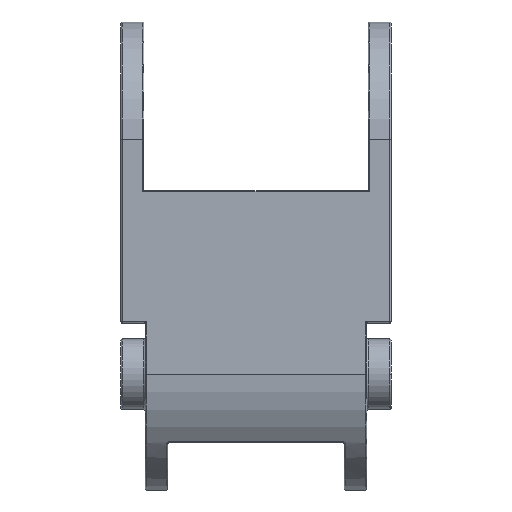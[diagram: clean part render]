
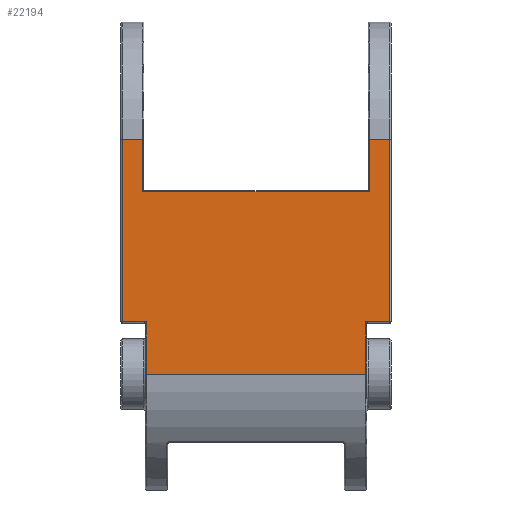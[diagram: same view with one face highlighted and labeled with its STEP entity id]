
A CAD part, front view. The second image highlights one B-rep face of the part: STEP entity #22194.
In plain terms, the highlighted planar face has unit normal (0, -1, 0).
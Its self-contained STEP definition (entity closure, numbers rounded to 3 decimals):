
#151 = CARTESIAN_POINT ( 'NONE',  ( 9.35, 0., -5.546 ) ) ;
#494 = LINE ( 'NONE', #20471, #12293 ) ;
#662 = VERTEX_POINT ( 'NONE', #10449 ) ;
#727 = CARTESIAN_POINT ( 'NONE',  ( -11.5, 0., 10. ) ) ;
#775 = DIRECTION ( 'NONE',  ( 0., 0., 1. ) ) ;
#892 = CARTESIAN_POINT ( 'NONE',  ( -9.35, 0., -10. ) ) ;
#1177 = LINE ( 'NONE', #13460, #12955 ) ;
#2020 = EDGE_CURVE ( 'NONE', #19042, #21324, #2806, .T. ) ;
#2065 = VECTOR ( 'NONE', #24864, 1000. ) ;
#2244 = DIRECTION ( 'NONE',  ( 1., 0., 0. ) ) ;
#2395 = VECTOR ( 'NONE', #19368, 1000. ) ;
#2453 = EDGE_CURVE ( 'NONE', #30207, #12465, #21141, .T. ) ;
#2522 = LINE ( 'NONE', #16918, #26022 ) ;
#2806 = LINE ( 'NONE', #22508, #2065 ) ;
#2843 = ORIENTED_EDGE ( 'NONE', *, *, #8117, .T. ) ;
#3013 = ORIENTED_EDGE ( 'NONE', *, *, #11397, .T. ) ;
#3146 = ORIENTED_EDGE ( 'NONE', *, *, #29722, .T. ) ;
#4380 = ORIENTED_EDGE ( 'NONE', *, *, #10221, .T. ) ;
#4445 = ORIENTED_EDGE ( 'NONE', *, *, #17907, .T. ) ;
#4813 = LINE ( 'NONE', #727, #12547 ) ;
#4868 = CARTESIAN_POINT ( 'NONE',  ( 9.35, 0., -5.787 ) ) ;
#4922 = DIRECTION ( 'NONE',  ( 0., 0., 1. ) ) ;
#5113 = ORIENTED_EDGE ( 'NONE', *, *, #11310, .T. ) ;
#5562 = LINE ( 'NONE', #17202, #12542 ) ;
#5685 = CARTESIAN_POINT ( 'NONE',  ( -9.65, 0., 5.546 ) ) ;
#6634 = CARTESIAN_POINT ( 'NONE',  ( -11.4, 0., 10. ) ) ;
#6858 = LINE ( 'NONE', #4868, #20077 ) ;
#6935 = EDGE_LOOP ( 'NONE', ( #19435, #5113, #7549, #4445, #3146, #3013, #2843, #28786, #9078, #4380, #23604, #10357 ) ) ;
#7317 = VERTEX_POINT ( 'NONE', #10551 ) ;
#7549 = ORIENTED_EDGE ( 'NONE', *, *, #22524, .F. ) ;
#7996 = VERTEX_POINT ( 'NONE', #25153 ) ;
#7999 = CARTESIAN_POINT ( 'NONE',  ( 11.4, 0., -5.546 ) ) ;
#8038 = DIRECTION ( 'NONE',  ( 0., 0., -1. ) ) ;
#8117 = EDGE_CURVE ( 'NONE', #7996, #17230, #24778, .T. ) ;
#8803 = DIRECTION ( 'NONE',  ( -1., 0., 0. ) ) ;
#8857 = DIRECTION ( 'NONE',  ( 1., 0., 0. ) ) ;
#9078 = ORIENTED_EDGE ( 'NONE', *, *, #2020, .T. ) ;
#9116 = LINE ( 'NONE', #18224, #20828 ) ;
#9430 = LINE ( 'NONE', #11419, #27357 ) ;
#9898 = VECTOR ( 'NONE', #8038, 1000. ) ;
#10221 = EDGE_CURVE ( 'NONE', #21324, #7317, #5562, .T. ) ;
#10357 = ORIENTED_EDGE ( 'NONE', *, *, #2453, .T. ) ;
#10449 = CARTESIAN_POINT ( 'NONE',  ( -11.4, 0., -5.546 ) ) ;
#10551 = CARTESIAN_POINT ( 'NONE',  ( 11.4, 0., 10. ) ) ;
#11310 = EDGE_CURVE ( 'NONE', #27415, #12180, #2522, .T. ) ;
#11397 = EDGE_CURVE ( 'NONE', #12800, #7996, #16088, .T. ) ;
#11419 = CARTESIAN_POINT ( 'NONE',  ( -11.5, 0., 10. ) ) ;
#11635 = CARTESIAN_POINT ( 'NONE',  ( 9.65, 0., 10. ) ) ;
#12180 = VERTEX_POINT ( 'NONE', #12352 ) ;
#12293 = VECTOR ( 'NONE', #8803, 1000. ) ;
#12317 = VECTOR ( 'NONE', #2244, 1000. ) ;
#12352 = CARTESIAN_POINT ( 'NONE',  ( -9.65, 0., 10. ) ) ;
#12465 = VERTEX_POINT ( 'NONE', #21215 ) ;
#12542 = VECTOR ( 'NONE', #775, 1000. ) ;
#12547 = VECTOR ( 'NONE', #17156, 1000. ) ;
#12800 = VERTEX_POINT ( 'NONE', #20576 ) ;
#12955 = VECTOR ( 'NONE', #8857, 1000. ) ;
#13460 = CARTESIAN_POINT ( 'NONE',  ( -9.45, 0., -5.546 ) ) ;
#16081 = DIRECTION ( 'NONE',  ( 1., 0., 0. ) ) ;
#16088 = LINE ( 'NONE', #892, #9898 ) ;
#16596 = PLANE ( 'NONE',  #26148 ) ;
#16918 = CARTESIAN_POINT ( 'NONE',  ( -9.65, 0., 10. ) ) ;
#17156 = DIRECTION ( 'NONE',  ( 1., 0., 0. ) ) ;
#17202 = CARTESIAN_POINT ( 'NONE',  ( 11.4, 0., 20. ) ) ;
#17230 = VERTEX_POINT ( 'NONE', #20004 ) ;
#17907 = EDGE_CURVE ( 'NONE', #25666, #662, #9116, .T. ) ;
#18224 = CARTESIAN_POINT ( 'NONE',  ( -11.4, 0., 20. ) ) ;
#18979 = DIRECTION ( 'NONE',  ( 0., 1., 0. ) ) ;
#19042 = VERTEX_POINT ( 'NONE', #151 ) ;
#19324 = EDGE_CURVE ( 'NONE', #12465, #27415, #494, .T. ) ;
#19368 = DIRECTION ( 'NONE',  ( 0., 0., -1. ) ) ;
#19435 = ORIENTED_EDGE ( 'NONE', *, *, #19324, .T. ) ;
#20004 = CARTESIAN_POINT ( 'NONE',  ( 9.35, 0., -10. ) ) ;
#20077 = VECTOR ( 'NONE', #28014, 1000. ) ;
#20471 = CARTESIAN_POINT ( 'NONE',  ( -11.5, 0., 5.546 ) ) ;
#20565 = DIRECTION ( 'NONE',  ( 0., 0., -1. ) ) ;
#20576 = CARTESIAN_POINT ( 'NONE',  ( -9.35, 0., -5.546 ) ) ;
#20828 = VECTOR ( 'NONE', #20565, 1000. ) ;
#21141 = LINE ( 'NONE', #27205, #2395 ) ;
#21215 = CARTESIAN_POINT ( 'NONE',  ( 9.65, 0., 5.546 ) ) ;
#21324 = VERTEX_POINT ( 'NONE', #7999 ) ;
#22194 = ADVANCED_FACE ( 'NONE', ( #25212 ), #16596, .F. ) ;
#22508 = CARTESIAN_POINT ( 'NONE',  ( -11.5, 0., -5.546 ) ) ;
#22524 = EDGE_CURVE ( 'NONE', #25666, #12180, #9430, .T. ) ;
#23604 = ORIENTED_EDGE ( 'NONE', *, *, #27338, .F. ) ;
#24019 = DIRECTION ( 'NONE',  ( 0., 0., 1. ) ) ;
#24778 = LINE ( 'NONE', #27673, #12317 ) ;
#24864 = DIRECTION ( 'NONE',  ( 1., 0., 0. ) ) ;
#25153 = CARTESIAN_POINT ( 'NONE',  ( -9.35, 0., -10. ) ) ;
#25212 = FACE_OUTER_BOUND ( 'NONE', #6935, .T. ) ;
#25666 = VERTEX_POINT ( 'NONE', #6634 ) ;
#25813 = EDGE_CURVE ( 'NONE', #17230, #19042, #6858, .T. ) ;
#25935 = CARTESIAN_POINT ( 'NONE',  ( -11.5, 0., 20. ) ) ;
#26022 = VECTOR ( 'NONE', #24019, 1000. ) ;
#26148 = AXIS2_PLACEMENT_3D ( 'NONE', #25935, #18979, #4922 ) ;
#27205 = CARTESIAN_POINT ( 'NONE',  ( 9.65, 0., 20. ) ) ;
#27338 = EDGE_CURVE ( 'NONE', #30207, #7317, #4813, .T. ) ;
#27357 = VECTOR ( 'NONE', #16081, 1000. ) ;
#27415 = VERTEX_POINT ( 'NONE', #5685 ) ;
#27673 = CARTESIAN_POINT ( 'NONE',  ( -11.5, 0., -10. ) ) ;
#28014 = DIRECTION ( 'NONE',  ( 0., 0., 1. ) ) ;
#28786 = ORIENTED_EDGE ( 'NONE', *, *, #25813, .T. ) ;
#29722 = EDGE_CURVE ( 'NONE', #662, #12800, #1177, .T. ) ;
#30207 = VERTEX_POINT ( 'NONE', #11635 ) ;
